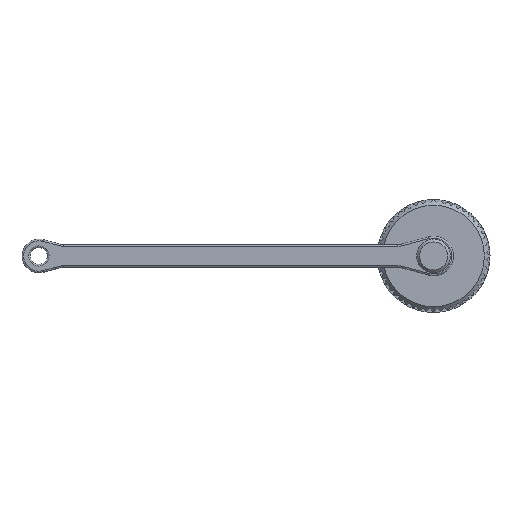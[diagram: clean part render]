
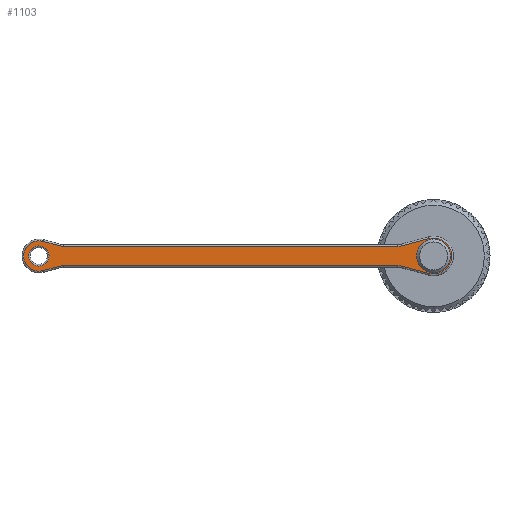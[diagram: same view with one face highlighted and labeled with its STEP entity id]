
A CAD part, left-side view. The second image highlights one B-rep face of the part: STEP entity #1103.
In plain terms, the highlighted planar face has unit normal (-1, 0, 0).
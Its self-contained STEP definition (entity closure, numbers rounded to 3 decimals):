
#204=PLANE('',#3321);
#702=LINE('',#5303,#930);
#703=LINE('',#5308,#931);
#704=LINE('',#5312,#932);
#705=LINE('',#5316,#933);
#706=LINE('',#5320,#934);
#707=LINE('',#5324,#935);
#930=VECTOR('',#4067,1.);
#931=VECTOR('',#4070,1.);
#932=VECTOR('',#4073,1.);
#933=VECTOR('',#4076,1.);
#934=VECTOR('',#4079,1.);
#935=VECTOR('',#4082,1.);
#1103=ADVANCED_FACE('',(#1182,#1183,#1184),#204,.T.);
#1182=FACE_BOUND('',#1368,.T.);
#1183=FACE_BOUND('',#1369,.T.);
#1184=FACE_BOUND('',#1370,.T.);
#1368=EDGE_LOOP('',(#2134));
#1369=EDGE_LOOP('',(#2135));
#1370=EDGE_LOOP('',(#2136,#2137,#2138,#2139,#2140,#2141,#2142,#2143,#2144,
#2145,#2146,#2147));
#2134=ORIENTED_EDGE('',*,*,#2915,.T.);
#2135=ORIENTED_EDGE('',*,*,#2916,.T.);
#2136=ORIENTED_EDGE('',*,*,#2917,.T.);
#2137=ORIENTED_EDGE('',*,*,#2918,.T.);
#2138=ORIENTED_EDGE('',*,*,#2919,.T.);
#2139=ORIENTED_EDGE('',*,*,#2920,.T.);
#2140=ORIENTED_EDGE('',*,*,#2921,.T.);
#2141=ORIENTED_EDGE('',*,*,#2922,.T.);
#2142=ORIENTED_EDGE('',*,*,#2923,.T.);
#2143=ORIENTED_EDGE('',*,*,#2924,.T.);
#2144=ORIENTED_EDGE('',*,*,#2925,.T.);
#2145=ORIENTED_EDGE('',*,*,#2926,.T.);
#2146=ORIENTED_EDGE('',*,*,#2927,.T.);
#2147=ORIENTED_EDGE('',*,*,#2928,.T.);
#2511=VERTEX_POINT('',#5300);
#2512=VERTEX_POINT('',#5302);
#2513=VERTEX_POINT('',#5304);
#2514=VERTEX_POINT('',#5305);
#2515=VERTEX_POINT('',#5307);
#2516=VERTEX_POINT('',#5309);
#2517=VERTEX_POINT('',#5311);
#2518=VERTEX_POINT('',#5313);
#2519=VERTEX_POINT('',#5315);
#2520=VERTEX_POINT('',#5317);
#2521=VERTEX_POINT('',#5319);
#2522=VERTEX_POINT('',#5321);
#2523=VERTEX_POINT('',#5323);
#2524=VERTEX_POINT('',#5325);
#2915=EDGE_CURVE('',#2511,#2511,#3039,.T.);
#2916=EDGE_CURVE('',#2512,#2512,#3040,.T.);
#2917=EDGE_CURVE('',#2513,#2514,#702,.T.);
#2918=EDGE_CURVE('',#2514,#2515,#3041,.T.);
#2919=EDGE_CURVE('',#2515,#2516,#703,.T.);
#2920=EDGE_CURVE('',#2516,#2517,#3042,.T.);
#2921=EDGE_CURVE('',#2517,#2518,#704,.T.);
#2922=EDGE_CURVE('',#2518,#2519,#3043,.T.);
#2923=EDGE_CURVE('',#2519,#2520,#705,.T.);
#2924=EDGE_CURVE('',#2520,#2521,#3044,.T.);
#2925=EDGE_CURVE('',#2521,#2522,#706,.T.);
#2926=EDGE_CURVE('',#2522,#2523,#3045,.T.);
#2927=EDGE_CURVE('',#2523,#2524,#707,.T.);
#2928=EDGE_CURVE('',#2524,#2513,#3046,.T.);
#3039=CIRCLE('',#3313,3.);
#3040=CIRCLE('',#3314,1.8);
#3041=CIRCLE('',#3315,2.3);
#3042=CIRCLE('',#3316,3.2);
#3043=CIRCLE('',#3317,2.3);
#3044=CIRCLE('',#3318,2.3);
#3045=CIRCLE('',#3319,2.7);
#3046=CIRCLE('',#3320,2.3);
#3313=AXIS2_PLACEMENT_3D('',#5299,#4063,#4064);
#3314=AXIS2_PLACEMENT_3D('',#5301,#4065,#4066);
#3315=AXIS2_PLACEMENT_3D('',#5306,#4068,#4069);
#3316=AXIS2_PLACEMENT_3D('',#5310,#4071,#4072);
#3317=AXIS2_PLACEMENT_3D('',#5314,#4074,#4075);
#3318=AXIS2_PLACEMENT_3D('',#5318,#4077,#4078);
#3319=AXIS2_PLACEMENT_3D('',#5322,#4080,#4081);
#3320=AXIS2_PLACEMENT_3D('',#5326,#4083,#4084);
#3321=AXIS2_PLACEMENT_3D('',#5327,#4085,#4086);
#4063=DIRECTION('',(1.,0.,0.));
#4064=DIRECTION('',(0.,0.,1.));
#4065=DIRECTION('',(1.,0.,0.));
#4066=DIRECTION('',(0.,0.,-1.));
#4067=DIRECTION('',(0.,-1.,0.));
#4068=DIRECTION('',(1.,0.,0.));
#4069=DIRECTION('',(0.,0.,-1.));
#4070=DIRECTION('',(0.,-0.966,-0.259));
#4071=DIRECTION('',(-1.,0.,0.));
#4072=DIRECTION('',(0.,0.,-1.));
#4073=DIRECTION('',(0.,0.966,-0.259));
#4074=DIRECTION('',(1.,0.,0.));
#4075=DIRECTION('',(0.,0.,-1.));
#4076=DIRECTION('',(0.,1.,0.));
#4077=DIRECTION('',(1.,0.,0.));
#4078=DIRECTION('',(0.,0.,-1.));
#4079=DIRECTION('',(0.,0.966,0.259));
#4080=DIRECTION('',(-1.,0.,0.));
#4081=DIRECTION('',(0.,0.,-1.));
#4082=DIRECTION('',(0.,-0.966,0.259));
#4083=DIRECTION('',(1.,0.,0.));
#4084=DIRECTION('',(0.,0.,-1.));
#4085=DIRECTION('',(-1.,0.,0.));
#4086=DIRECTION('',(0.,0.,-1.));
#5299=CARTESIAN_POINT('',(-3.5,0.,0.));
#5300=CARTESIAN_POINT('',(-3.5,0.,3.));
#5301=CARTESIAN_POINT('',(-3.5,70.,0.));
#5302=CARTESIAN_POINT('',(-3.5,70.,-1.8));
#5303=CARTESIAN_POINT('',(-3.5,0.,-1.7));
#5304=CARTESIAN_POINT('',(-3.5,65.61,-1.7));
#5305=CARTESIAN_POINT('',(-3.5,6.322,-1.7));
#5306=CARTESIAN_POINT('',(-3.5,6.322,-4.));
#5307=CARTESIAN_POINT('',(-3.5,5.727,-1.778));
#5308=CARTESIAN_POINT('',(-3.5,0.828,-3.091));
#5309=CARTESIAN_POINT('',(-3.5,0.828,-3.091));
#5310=CARTESIAN_POINT('',(-3.5,0.,0.));
#5311=CARTESIAN_POINT('',(-3.5,0.828,3.091));
#5312=CARTESIAN_POINT('',(-3.5,5.727,1.778));
#5313=CARTESIAN_POINT('',(-3.5,5.727,1.778));
#5314=CARTESIAN_POINT('',(-3.5,6.322,4.));
#5315=CARTESIAN_POINT('',(-3.5,6.322,1.7));
#5316=CARTESIAN_POINT('',(-3.5,65.61,1.7));
#5317=CARTESIAN_POINT('',(-3.5,65.61,1.7));
#5318=CARTESIAN_POINT('',(-3.5,65.61,4.));
#5319=CARTESIAN_POINT('',(-3.5,66.205,1.778));
#5320=CARTESIAN_POINT('',(-3.5,69.301,2.608));
#5321=CARTESIAN_POINT('',(-3.5,69.301,2.608));
#5322=CARTESIAN_POINT('',(-3.5,70.,0.));
#5323=CARTESIAN_POINT('',(-3.5,69.301,-2.608));
#5324=CARTESIAN_POINT('',(-3.5,3.99,14.892));
#5325=CARTESIAN_POINT('',(-3.5,66.205,-1.778));
#5326=CARTESIAN_POINT('',(-3.5,65.61,-4.));
#5327=CARTESIAN_POINT('',(-3.5,0.,0.));
